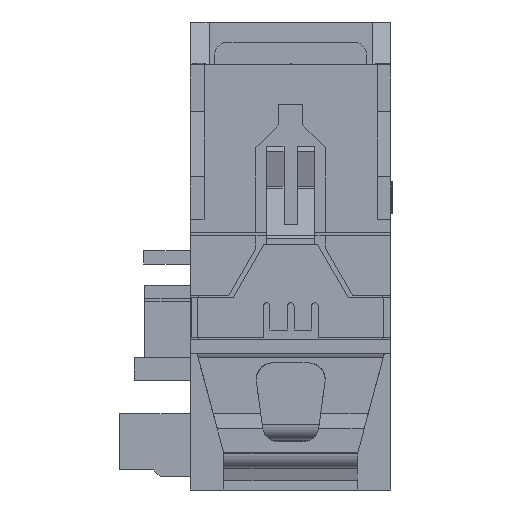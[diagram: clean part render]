
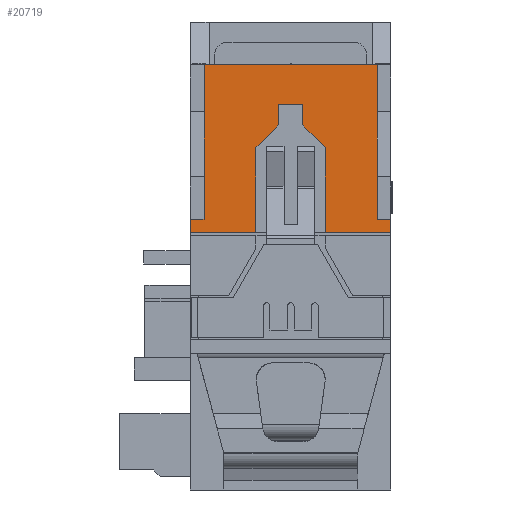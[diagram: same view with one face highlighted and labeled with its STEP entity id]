
A CAD part, front view. The second image highlights one B-rep face of the part: STEP entity #20719.
In plain terms, the highlighted planar face has unit normal (0, -1, 0).
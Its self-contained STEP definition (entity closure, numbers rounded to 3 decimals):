
#20719=ADVANCED_FACE('',(#26847),#23872,.T.);
#23872=PLANE('',#83561);
#26847=FACE_OUTER_BOUND('',#30330,.T.);
#30330=EDGE_LOOP('',(#38828,#38829,#38830,#38831,#38832,#38833,#38834,#38835,
#38836,#38837,#38838,#38839,#38840,#38841,#38842,#38843));
#38828=ORIENTED_EDGE('',*,*,#59566,.F.);
#38829=ORIENTED_EDGE('',*,*,#59567,.F.);
#38830=ORIENTED_EDGE('',*,*,#59568,.F.);
#38831=ORIENTED_EDGE('',*,*,#59569,.F.);
#38832=ORIENTED_EDGE('',*,*,#59570,.F.);
#38833=ORIENTED_EDGE('',*,*,#59571,.F.);
#38834=ORIENTED_EDGE('',*,*,#59572,.F.);
#38835=ORIENTED_EDGE('',*,*,#59573,.T.);
#38836=ORIENTED_EDGE('',*,*,#59032,.F.);
#38837=ORIENTED_EDGE('',*,*,#59574,.F.);
#38838=ORIENTED_EDGE('',*,*,#59575,.T.);
#38839=ORIENTED_EDGE('',*,*,#59219,.F.);
#38840=ORIENTED_EDGE('',*,*,#59565,.F.);
#38841=ORIENTED_EDGE('',*,*,#59576,.T.);
#38842=ORIENTED_EDGE('',*,*,#59577,.T.);
#38843=ORIENTED_EDGE('',*,*,#59578,.T.);
#52393=VERTEX_POINT('',#116340);
#52394=VERTEX_POINT('',#116342);
#52538=VERTEX_POINT('',#116790);
#52539=VERTEX_POINT('',#116792);
#52881=VERTEX_POINT('',#118599);
#52882=VERTEX_POINT('',#118603);
#52883=VERTEX_POINT('',#118604);
#52884=VERTEX_POINT('',#118606);
#52885=VERTEX_POINT('',#118608);
#52886=VERTEX_POINT('',#118610);
#52887=VERTEX_POINT('',#118612);
#52888=VERTEX_POINT('',#118614);
#52889=VERTEX_POINT('',#118616);
#52890=VERTEX_POINT('',#118619);
#52891=VERTEX_POINT('',#118622);
#52892=VERTEX_POINT('',#118624);
#59032=EDGE_CURVE('',#52393,#52394,#67007,.T.);
#59219=EDGE_CURVE('',#52538,#52539,#67190,.T.);
#59565=EDGE_CURVE('',#52881,#52538,#67466,.T.);
#59566=EDGE_CURVE('',#52882,#52883,#67467,.T.);
#59567=EDGE_CURVE('',#52884,#52882,#67468,.T.);
#59568=EDGE_CURVE('',#52885,#52884,#67469,.T.);
#59569=EDGE_CURVE('',#52886,#52885,#67470,.T.);
#59570=EDGE_CURVE('',#52887,#52886,#67471,.T.);
#59571=EDGE_CURVE('',#52888,#52887,#67472,.T.);
#59572=EDGE_CURVE('',#52889,#52888,#67473,.T.);
#59573=EDGE_CURVE('',#52889,#52394,#67474,.T.);
#59574=EDGE_CURVE('',#52890,#52393,#67475,.T.);
#59575=EDGE_CURVE('',#52890,#52539,#67476,.T.);
#59576=EDGE_CURVE('',#52881,#52891,#67477,.T.);
#59577=EDGE_CURVE('',#52891,#52892,#67478,.T.);
#59578=EDGE_CURVE('',#52892,#52883,#67479,.T.);
#67007=LINE('',#116341,#74521);
#67190=LINE('',#116791,#74704);
#67466=LINE('',#118600,#74980);
#67467=LINE('',#118602,#74981);
#67468=LINE('',#118605,#74982);
#67469=LINE('',#118607,#74983);
#67470=LINE('',#118609,#74984);
#67471=LINE('',#118611,#74985);
#67472=LINE('',#118613,#74986);
#67473=LINE('',#118615,#74987);
#67474=LINE('',#118617,#74988);
#67475=LINE('',#118618,#74989);
#67476=LINE('',#118620,#74990);
#67477=LINE('',#118621,#74991);
#67478=LINE('',#118623,#74992);
#67479=LINE('',#118625,#74993);
#74521=VECTOR('',#90327,1.);
#74704=VECTOR('',#90590,1.);
#74980=VECTOR('',#90950,1.);
#74981=VECTOR('',#90953,1.);
#74982=VECTOR('',#90954,1.);
#74983=VECTOR('',#90955,1.);
#74984=VECTOR('',#90956,1.);
#74985=VECTOR('',#90957,1.);
#74986=VECTOR('',#90958,1.);
#74987=VECTOR('',#90959,1.);
#74988=VECTOR('',#90960,1.);
#74989=VECTOR('',#90961,1.);
#74990=VECTOR('',#90962,1.);
#74991=VECTOR('',#90963,1.);
#74992=VECTOR('',#90964,1.);
#74993=VECTOR('',#90965,1.);
#83561=AXIS2_PLACEMENT_3D('',#118626,#90966,#90967);
#90327=DIRECTION('',(0.,0.,-1.));
#90590=DIRECTION('',(1.,0.,0.));
#90950=DIRECTION('',(0.,0.,1.));
#90953=DIRECTION('',(0.,0.,-1.));
#90954=DIRECTION('',(-0.707,0.,-0.707));
#90955=DIRECTION('',(0.,0.,-1.));
#90956=DIRECTION('',(-1.,0.,0.));
#90957=DIRECTION('',(0.,0.,1.));
#90958=DIRECTION('',(-0.707,0.,0.707));
#90959=DIRECTION('',(0.,0.,1.));
#90960=DIRECTION('',(1.,0.,0.));
#90961=DIRECTION('',(1.,0.,0.));
#90962=DIRECTION('',(0.,0.,1.));
#90963=DIRECTION('',(-1.,0.,0.));
#90964=DIRECTION('',(0.,0.,-1.));
#90965=DIRECTION('',(1.,0.,0.));
#90966=DIRECTION('',(0.,-1.,0.));
#90967=DIRECTION('',(1.,0.,0.));
#116340=CARTESIAN_POINT('',(-6.9,-98.,13.25));
#116341=CARTESIAN_POINT('',(-6.9,-98.,24.8));
#116342=CARTESIAN_POINT('',(-6.9,-98.,12.25));
#116790=CARTESIAN_POINT('',(-20.883,-98.,24.8));
#116791=CARTESIAN_POINT('',(-21.9,-98.,24.8));
#116792=CARTESIAN_POINT('',(-7.917,-98.,24.8));
#118599=CARTESIAN_POINT('',(-20.883,-98.,13.25));
#118600=CARTESIAN_POINT('',(-20.883,-98.,13.25));
#118602=CARTESIAN_POINT('',(-17.,-98.,18.6));
#118603=CARTESIAN_POINT('',(-17.,-98.,18.6));
#118604=CARTESIAN_POINT('',(-17.,-98.,12.25));
#118605=CARTESIAN_POINT('',(-15.3,-98.,20.3));
#118606=CARTESIAN_POINT('',(-15.3,-98.,20.3));
#118607=CARTESIAN_POINT('',(-15.3,-98.,21.8));
#118608=CARTESIAN_POINT('',(-15.3,-98.,21.8));
#118609=CARTESIAN_POINT('',(-13.5,-98.,21.8));
#118610=CARTESIAN_POINT('',(-13.5,-98.,21.8));
#118611=CARTESIAN_POINT('',(-13.5,-98.,20.3));
#118612=CARTESIAN_POINT('',(-13.5,-98.,20.3));
#118613=CARTESIAN_POINT('',(-11.8,-98.,18.6));
#118614=CARTESIAN_POINT('',(-11.8,-98.,18.6));
#118615=CARTESIAN_POINT('',(-11.8,-98.,12.05));
#118616=CARTESIAN_POINT('',(-11.8,-98.,12.25));
#118617=CARTESIAN_POINT('',(-21.9,-98.,12.25));
#118618=CARTESIAN_POINT('',(-7.917,-98.,13.25));
#118619=CARTESIAN_POINT('',(-7.917,-98.,13.25));
#118620=CARTESIAN_POINT('',(-7.917,-98.,13.25));
#118621=CARTESIAN_POINT('',(-20.883,-98.,13.25));
#118622=CARTESIAN_POINT('',(-21.9,-98.,13.25));
#118623=CARTESIAN_POINT('',(-21.9,-98.,24.8));
#118624=CARTESIAN_POINT('',(-21.9,-98.,12.25));
#118625=CARTESIAN_POINT('',(-21.9,-98.,12.25));
#118626=CARTESIAN_POINT('',(-21.9,-98.,24.8));
